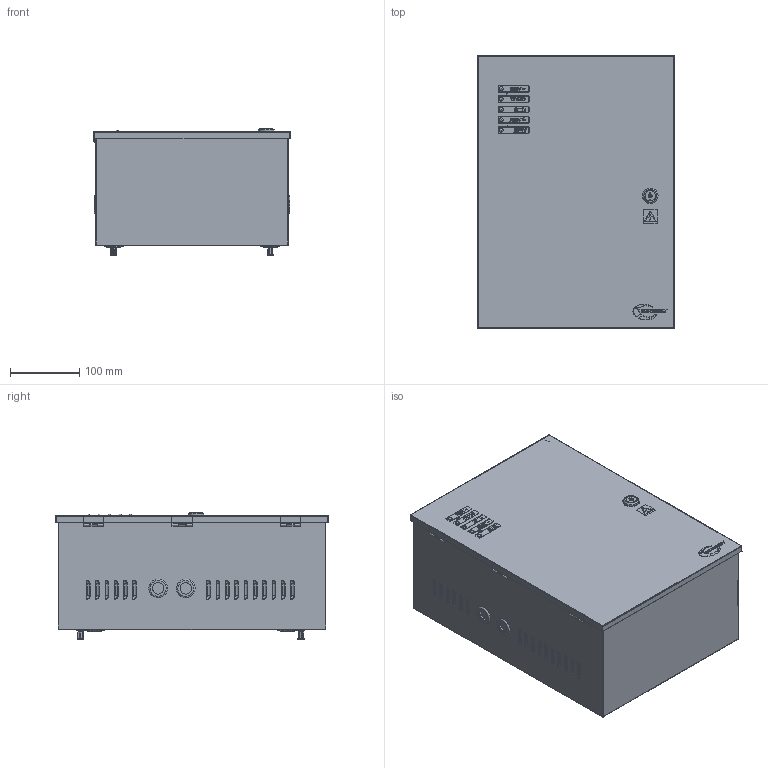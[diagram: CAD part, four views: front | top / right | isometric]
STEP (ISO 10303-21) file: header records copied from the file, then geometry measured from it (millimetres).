
FILE_DESCRIPTION (( 'STEP AP214' ), '1' );
FILE_NAME ('AD1210RGC.STEP', '2021-08-02T12:00:13', ( '' ), ( '' ), 'SwSTEP 2.0', 'SolidWorks 2020', '' );
FILE_SCHEMA (( 'AUTOMOTIVE_DESIGN' ));
Length unit declared in the file: millimetre
Products named in the file (36): Deviatore a Rotella Panasonic AM5_LIBRE; ISO 7045 - M3 x 6 - Z --- 6S_ISO 7045 - M3 x 6 - Z --- 6S; Parte 2 Deviatore a Rotella Panasonic AM5; EP0156-PH PIN TOP; EP0180-LED 5MM_ROUGE; COUVERCLE DE PROTECTION; EP0205-TOP CONNECTOR 4W (B-2B-PH-K); EP0180-LED 5MM_ORANGE; Header 2_0 6x; Parte 3 Deviatore a Rotella Panasonic AM5; ELEC AD2405R; ISO 1207 - M2 x 6 --- 6N_ISO 1207 - M2 x 6 --- 6N; ENTRETOISE H4.8; Parte 4 Deviatore a Rotella Panasonic AM5; BOITIER AD1210RGC_AD1210RGC; ELEC AD2405R-1; PIN TB; DIN 967 - M4 x 6 - Z --- 4.6N_DIN 967 - M4 x 6 - Z --- 4.6N; User Library-20mm diameter panel hole grommet; CASING DE PROTECTION; AD1210RGC; CRPEG-ETKT NO-NC-C; ELEC1 AD1203R-OBS; CAM LOCK XL; r6513-00_paroi 0.8mm; Parte 1 Deviatore a Rotella Panasonic AM5; PCB AD2405R; EP0056-TERMINAL BLOCK 3 POLES_SANS ETKT; BT CONTACT; RELAY; HB-9500_6P; HB-9500_3P; RedLED-3mm; EP0204-B4B-PH-K-S SHROUDED HEADER 4P TOP ENTRY; EP0180-LED 5MM_VERT; TERMINAL BLOCK 3P
Assembly tree (64 placements, depth 5):
  AD1210RGC
    BOITIER AD1210RGC_AD1210RGC
    PCB AD2405R
      CASING DE PROTECTION
      COUVERCLE DE PROTECTION
      ELEC AD2405R
      ELEC AD2405R-1
        ENTRETOISE H4.8  x4
        ELEC1 AD1203R-OBS
        ISO 7045 - M3 x 6 - Z --- 6S_ISO 7045 - M3 x 6 - Z --- 6S  x4
        EP0056-TERMINAL BLOCK 3 POLES_SANS ETKT  x2
          TERMINAL BLOCK 3P
          PIN TB
          ISO 1207 - M2 x 6 --- 6N_ISO 1207 - M2 x 6 --- 6N
          CRPEG-ETKT NO-NC-C
        EP0205-TOP CONNECTOR 4W (B-2B-PH-K)
          EP0204-B4B-PH-K-S SHROUDED HEADER 4P TOP ENTRY
          EP0156-PH PIN TOP  x4
        RELAY  x2
      HB-9500_3P
      HB-9500_6P
      EP0056-TERMINAL BLOCK 3 POLES_SANS ETKT
        TERMINAL BLOCK 3P
        PIN TB  x3
        ISO 1207 - M2 x 6 --- 6N_ISO 1207 - M2 x 6 --- 6N  x3
        CRPEG-ETKT NO-NC-C
      BT CONTACT
      Header 2_0 6x
      RedLED-3mm
    DIN 967 - M4 x 6 - Z --- 4.6N_DIN 967 - M4 x 6 - Z --- 4.6N  x4
    Deviatore a Rotella Panasonic AM5_LIBRE
      Parte 1 Deviatore a Rotella Panasonic AM5
      Parte 2 Deviatore a Rotella Panasonic AM5
      Parte 3 Deviatore a Rotella Panasonic AM5
      Parte 4 Deviatore a Rotella Panasonic AM5
    CAM LOCK XL
    User Library-20mm diameter panel hole grommet  x6
    EP0180-LED 5MM_VERT  x2
    EP0180-LED 5MM_ORANGE
    EP0180-LED 5MM_ROUGE  x2
    r6513-00_paroi 0.8mm  x4
Bounding box: 285.1 x 395 x 183.8 mm (x, y, z)
Volume: 650096.4 mm3; surface area: 1153828.8 mm2
Topology: 89 solids, 89 shells, 6219 faces, 16731 edges, 11127 vertices
Faces by surface type: plane 3830, cylinder 996, bspline 764, cone 328, torus 273, sphere 28
Entity records: 220954 total; most frequent: CARTESIAN_POINT 72628, ORIENTED_EDGE 26562, DIRECTION 21962, EDGE_CURVE 13281, LINE 9134, VECTOR 9134, VERTEX_POINT 8913, AXIS2_PLACEMENT_3D 6414
